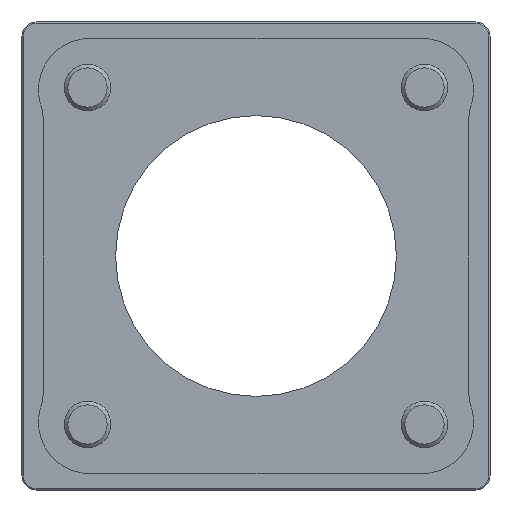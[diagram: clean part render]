
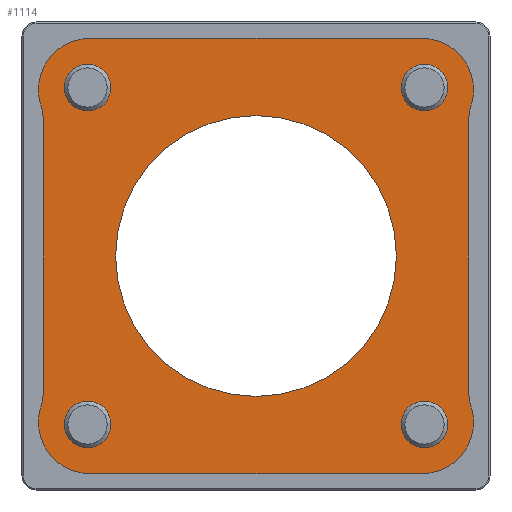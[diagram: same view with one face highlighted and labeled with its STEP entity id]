
A CAD part, front view. The second image highlights one B-rep face of the part: STEP entity #1114.
In plain terms, the highlighted planar face has unit normal (0, -1, 0).
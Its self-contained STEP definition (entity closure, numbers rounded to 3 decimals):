
#26=FACE_BOUND('',#229,.T.);
#27=FACE_BOUND('',#230,.T.);
#28=FACE_BOUND('',#231,.T.);
#29=FACE_BOUND('',#232,.T.);
#30=FACE_BOUND('',#233,.T.);
#75=PLANE('',#1278);
#146=FACE_OUTER_BOUND('',#228,.T.);
#228=EDGE_LOOP('',(#1001,#1002,#1003,#1004,#1005,#1006,#1007,#1008,#1009,
#1010,#1011,#1012));
#229=EDGE_LOOP('',(#1013));
#230=EDGE_LOOP('',(#1014));
#231=EDGE_LOOP('',(#1015));
#232=EDGE_LOOP('',(#1016));
#233=EDGE_LOOP('',(#1017));
#297=LINE('',#1923,#376);
#302=LINE('',#1936,#381);
#306=LINE('',#1948,#385);
#310=LINE('',#1960,#389);
#376=VECTOR('',#1592,10.);
#381=VECTOR('',#1607,10.);
#385=VECTOR('',#1621,10.);
#389=VECTOR('',#1635,10.);
#437=CIRCLE('',#1217,5.);
#440=CIRCLE('',#1223,5.);
#443=CIRCLE('',#1229,5.);
#446=CIRCLE('',#1235,5.);
#448=CIRCLE('',#1240,30.);
#457=CIRCLE('',#1260,11.);
#458=CIRCLE('',#1262,6.1);
#459=CIRCLE('',#1265,6.1);
#460=CIRCLE('',#1267,11.);
#461=CIRCLE('',#1270,11.);
#462=CIRCLE('',#1272,6.1);
#463=CIRCLE('',#1275,6.1);
#464=CIRCLE('',#1277,11.);
#530=VERTEX_POINT('',#1847);
#533=VERTEX_POINT('',#1858);
#536=VERTEX_POINT('',#1869);
#539=VERTEX_POINT('',#1880);
#541=VERTEX_POINT('',#1888);
#550=VERTEX_POINT('',#1921);
#551=VERTEX_POINT('',#1922);
#552=VERTEX_POINT('',#1927);
#553=VERTEX_POINT('',#1931);
#554=VERTEX_POINT('',#1935);
#555=VERTEX_POINT('',#1939);
#556=VERTEX_POINT('',#1943);
#557=VERTEX_POINT('',#1947);
#558=VERTEX_POINT('',#1951);
#559=VERTEX_POINT('',#1955);
#560=VERTEX_POINT('',#1959);
#561=VERTEX_POINT('',#1963);
#659=EDGE_CURVE('',#530,#530,#437,.T.);
#664=EDGE_CURVE('',#533,#533,#440,.T.);
#669=EDGE_CURVE('',#536,#536,#443,.T.);
#674=EDGE_CURVE('',#539,#539,#446,.T.);
#677=EDGE_CURVE('',#541,#541,#448,.T.);
#690=EDGE_CURVE('',#550,#551,#297,.T.);
#693=EDGE_CURVE('',#551,#552,#457,.T.);
#695=EDGE_CURVE('',#552,#553,#458,.T.);
#697=EDGE_CURVE('',#553,#554,#302,.T.);
#699=EDGE_CURVE('',#554,#555,#459,.T.);
#701=EDGE_CURVE('',#555,#556,#460,.T.);
#703=EDGE_CURVE('',#556,#557,#306,.T.);
#705=EDGE_CURVE('',#557,#558,#461,.T.);
#707=EDGE_CURVE('',#558,#559,#462,.T.);
#709=EDGE_CURVE('',#559,#560,#310,.T.);
#711=EDGE_CURVE('',#560,#561,#463,.T.);
#713=EDGE_CURVE('',#561,#550,#464,.T.);
#1001=ORIENTED_EDGE('',*,*,#713,.T.);
#1002=ORIENTED_EDGE('',*,*,#690,.T.);
#1003=ORIENTED_EDGE('',*,*,#693,.T.);
#1004=ORIENTED_EDGE('',*,*,#695,.T.);
#1005=ORIENTED_EDGE('',*,*,#697,.T.);
#1006=ORIENTED_EDGE('',*,*,#699,.T.);
#1007=ORIENTED_EDGE('',*,*,#701,.T.);
#1008=ORIENTED_EDGE('',*,*,#703,.T.);
#1009=ORIENTED_EDGE('',*,*,#705,.T.);
#1010=ORIENTED_EDGE('',*,*,#707,.T.);
#1011=ORIENTED_EDGE('',*,*,#709,.T.);
#1012=ORIENTED_EDGE('',*,*,#711,.T.);
#1013=ORIENTED_EDGE('',*,*,#677,.T.);
#1014=ORIENTED_EDGE('',*,*,#659,.T.);
#1015=ORIENTED_EDGE('',*,*,#674,.T.);
#1016=ORIENTED_EDGE('',*,*,#669,.T.);
#1017=ORIENTED_EDGE('',*,*,#664,.T.);
#1114=ADVANCED_FACE('',(#146,#26,#27,#28,#29,#30),#75,.F.);
#1217=AXIS2_PLACEMENT_3D('',#1849,#1497,#1498);
#1223=AXIS2_PLACEMENT_3D('',#1860,#1511,#1512);
#1229=AXIS2_PLACEMENT_3D('',#1871,#1525,#1526);
#1235=AXIS2_PLACEMENT_3D('',#1882,#1539,#1540);
#1240=AXIS2_PLACEMENT_3D('',#1890,#1550,#1551);
#1260=AXIS2_PLACEMENT_3D('',#1928,#1597,#1598);
#1262=AXIS2_PLACEMENT_3D('',#1932,#1602,#1603);
#1265=AXIS2_PLACEMENT_3D('',#1940,#1611,#1612);
#1267=AXIS2_PLACEMENT_3D('',#1944,#1616,#1617);
#1270=AXIS2_PLACEMENT_3D('',#1952,#1625,#1626);
#1272=AXIS2_PLACEMENT_3D('',#1956,#1630,#1631);
#1275=AXIS2_PLACEMENT_3D('',#1964,#1639,#1640);
#1277=AXIS2_PLACEMENT_3D('',#1967,#1644,#1645);
#1278=AXIS2_PLACEMENT_3D('',#1968,#1646,#1647);
#1497=DIRECTION('center_axis',(0.,1.,0.));
#1498=DIRECTION('ref_axis',(-1.,0.,0.));
#1511=DIRECTION('center_axis',(0.,1.,0.));
#1512=DIRECTION('ref_axis',(-1.,0.,0.));
#1525=DIRECTION('center_axis',(0.,1.,0.));
#1526=DIRECTION('ref_axis',(-1.,0.,0.));
#1539=DIRECTION('center_axis',(0.,1.,0.));
#1540=DIRECTION('ref_axis',(-1.,0.,0.));
#1550=DIRECTION('center_axis',(0.,1.,0.));
#1551=DIRECTION('ref_axis',(-1.,0.,0.));
#1592=DIRECTION('',(1.,0.,0.));
#1597=DIRECTION('center_axis',(0.,-1.,0.));
#1598=DIRECTION('ref_axis',(-0.942,0.,-0.337));
#1602=DIRECTION('center_axis',(0.,1.,0.));
#1603=DIRECTION('ref_axis',(-0.942,0.,-0.337));
#1607=DIRECTION('',(0.,0.,1.));
#1611=DIRECTION('center_axis',(0.,1.,0.));
#1612=DIRECTION('ref_axis',(-1.,0.,0.));
#1616=DIRECTION('center_axis',(0.,-1.,0.));
#1617=DIRECTION('ref_axis',(0.,0.,-1.));
#1621=DIRECTION('',(-1.,0.,0.));
#1625=DIRECTION('center_axis',(0.,-1.,0.));
#1626=DIRECTION('ref_axis',(0.942,0.,0.337));
#1630=DIRECTION('center_axis',(0.,1.,0.));
#1631=DIRECTION('ref_axis',(0.942,0.,0.337));
#1635=DIRECTION('',(0.,0.,-1.));
#1639=DIRECTION('center_axis',(0.,1.,0.));
#1640=DIRECTION('ref_axis',(1.,0.,0.));
#1644=DIRECTION('center_axis',(0.,-1.,0.));
#1645=DIRECTION('ref_axis',(0.,0.,1.));
#1646=DIRECTION('center_axis',(0.,1.,0.));
#1647=DIRECTION('ref_axis',(0.,0.,1.));
#1847=CARTESIAN_POINT('',(-31.,0.,-36.));
#1849=CARTESIAN_POINT('Origin',(-36.,0.,-36.));
#1858=CARTESIAN_POINT('',(41.,0.,-36.));
#1860=CARTESIAN_POINT('Origin',(36.,0.,-36.));
#1869=CARTESIAN_POINT('',(41.,0.,36.));
#1871=CARTESIAN_POINT('Origin',(36.,0.,36.));
#1880=CARTESIAN_POINT('',(-31.,0.,36.));
#1882=CARTESIAN_POINT('Origin',(-36.,0.,36.));
#1888=CARTESIAN_POINT('',(30.,0.,0.));
#1890=CARTESIAN_POINT('Origin',(0.,0.,0.));
#1921=CARTESIAN_POINT('',(-35.5,0.,-46.5));
#1922=CARTESIAN_POINT('',(35.5,0.,-46.5));
#1923=CARTESIAN_POINT('',(-35.5,0.,-46.5));
#1927=CARTESIAN_POINT('',(45.857,0.,-31.793));
#1928=CARTESIAN_POINT('Origin',(35.5,0.,-35.5));
#1931=CARTESIAN_POINT('',(45.5,0.,-29.738));
#1932=CARTESIAN_POINT('Origin',(51.6,0.,-29.738));
#1935=CARTESIAN_POINT('',(45.5,0.,29.738));
#1936=CARTESIAN_POINT('',(45.5,0.,-29.738));
#1939=CARTESIAN_POINT('',(45.857,0.,31.793));
#1940=CARTESIAN_POINT('Origin',(51.6,0.,29.738));
#1943=CARTESIAN_POINT('',(35.5,0.,46.5));
#1944=CARTESIAN_POINT('Origin',(35.5,0.,35.5));
#1947=CARTESIAN_POINT('',(-35.5,0.,46.5));
#1948=CARTESIAN_POINT('',(35.5,0.,46.5));
#1951=CARTESIAN_POINT('',(-45.857,0.,31.793));
#1952=CARTESIAN_POINT('Origin',(-35.5,0.,35.5));
#1955=CARTESIAN_POINT('',(-45.5,0.,29.738));
#1956=CARTESIAN_POINT('Origin',(-51.6,0.,29.738));
#1959=CARTESIAN_POINT('',(-45.5,0.,-29.738));
#1960=CARTESIAN_POINT('',(-45.5,0.,29.738));
#1963=CARTESIAN_POINT('',(-45.857,0.,-31.793));
#1964=CARTESIAN_POINT('Origin',(-51.6,0.,-29.738));
#1967=CARTESIAN_POINT('Origin',(-35.5,0.,-35.5));
#1968=CARTESIAN_POINT('Origin',(0.,0.,0.));
